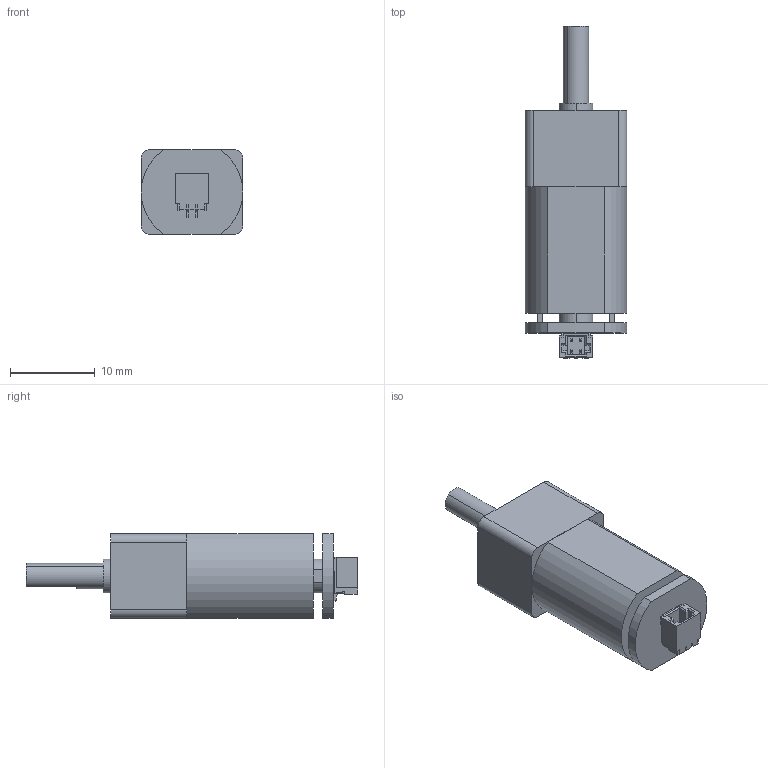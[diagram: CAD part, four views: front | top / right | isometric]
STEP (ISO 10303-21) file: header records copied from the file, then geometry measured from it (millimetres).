
FILE_DESCRIPTION((''),'2;1');
FILE_NAME('_N20-0002','2024-03-08T20:54:31',('qun.dong'),(''),'CREO PARAMETRIC BY PTC INC, 2019164','CREO PARAMETRIC BY PTC INC, 2019164','');
FILE_SCHEMA(('CONFIG_CONTROL_DESIGN','SHAPE_APPEARANCE_LAYERS_GROUPS'));
Length unit declared in the file: millimetre
Products named in the file (1): _N20-0002
Bounding box: 12 x 39.28 x 10 mm (x, y, z)
Volume: 2862.4 mm3; surface area: 1886.2 mm2
Topology: 2 solids, 2 shells, 205 faces, 536 edges, 344 vertices
Faces by surface type: plane 171, cylinder 34
Entity records: 7924 total; most frequent: CARTESIAN_POINT 1085, ORIENTED_EDGE 1072, DIRECTION 1020, EDGE_CURVE 536, VECTOR 462, LINE 462, VERTEX_POINT 344, COLOUR_RGB 316
